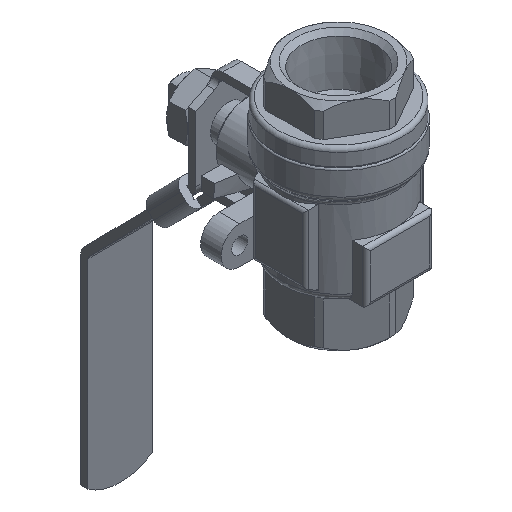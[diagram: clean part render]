
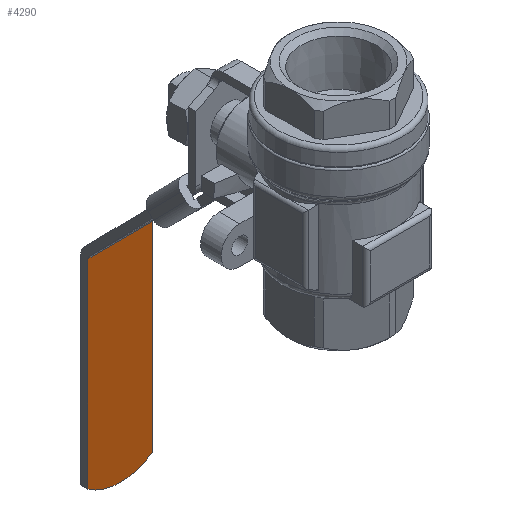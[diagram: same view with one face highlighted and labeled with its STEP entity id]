
A CAD part, isometric view. The second image highlights one B-rep face of the part: STEP entity #4290.
In plain terms, the highlighted planar face has unit normal (0, -1, 0).
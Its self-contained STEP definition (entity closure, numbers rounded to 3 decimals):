
#334=CIRCLE('',#4612,15.);
#660=ORIENTED_EDGE('',*,*,#1915,.F.);
#661=ORIENTED_EDGE('',*,*,#1859,.F.);
#662=ORIENTED_EDGE('',*,*,#1916,.T.);
#663=ORIENTED_EDGE('',*,*,#1869,.T.);
#1859=EDGE_CURVE('',#2472,#2473,#2848,.T.);
#1869=EDGE_CURVE('',#2481,#2480,#2856,.T.);
#1915=EDGE_CURVE('',#2473,#2480,#334,.T.);
#1916=EDGE_CURVE('',#2472,#2481,#2883,.T.);
#2472=VERTEX_POINT('',#6553);
#2473=VERTEX_POINT('',#6555);
#2480=VERTEX_POINT('',#6572);
#2481=VERTEX_POINT('',#6574);
#2848=LINE('',#6554,#3206);
#2856=LINE('',#6573,#3214);
#2883=LINE('',#6679,#3241);
#3206=VECTOR('',#5131,1000.);
#3214=VECTOR('',#5145,1000.);
#3241=VECTOR('',#5220,1000.);
#3538=EDGE_LOOP('',(#660,#661,#662,#663));
#3838=FACE_BOUND('',#3538,.T.);
#4117=PLANE('',#4611);
#4290=ADVANCED_FACE('',(#3838),#4117,.F.);
#4611=AXIS2_PLACEMENT_3D('',#6677,#5216,#5217);
#4612=AXIS2_PLACEMENT_3D('',#6678,#5218,#5219);
#5131=DIRECTION('',(0.,0.,-1.));
#5145=DIRECTION('',(0.,0.,-1.));
#5216=DIRECTION('',(0.,1.,0.));
#5217=DIRECTION('',(0.,0.,1.));
#5218=DIRECTION('',(0.,1.,0.));
#5219=DIRECTION('',(1.,0.,0.));
#5220=DIRECTION('',(-1.,0.,0.));
#6553=CARTESIAN_POINT('',(8.7,58.5,-41.726));
#6554=CARTESIAN_POINT('',(8.7,58.5,-41.317));
#6555=CARTESIAN_POINT('',(8.7,58.5,-95.219));
#6572=CARTESIAN_POINT('',(-8.7,58.5,-95.219));
#6573=CARTESIAN_POINT('',(-8.7,58.5,-41.317));
#6574=CARTESIAN_POINT('',(-8.7,58.5,-41.726));
#6677=CARTESIAN_POINT('',(8.7,58.5,-41.317));
#6678=CARTESIAN_POINT('',(0.,58.5,-83.));
#6679=CARTESIAN_POINT('',(8.7,58.5,-41.726));
